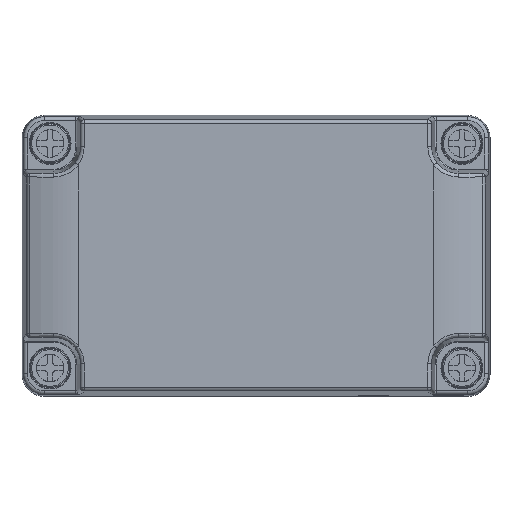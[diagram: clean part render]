
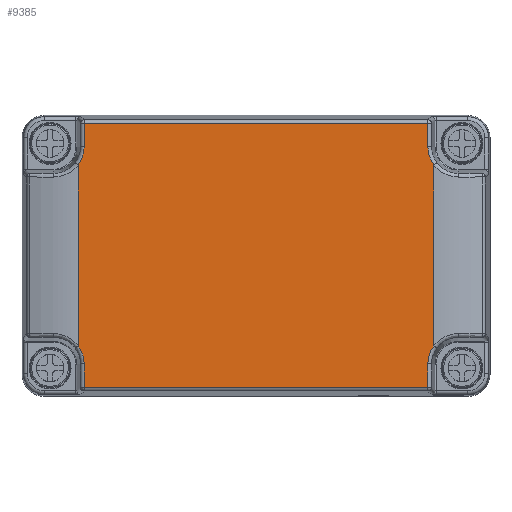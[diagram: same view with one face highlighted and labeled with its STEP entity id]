
A CAD part, top view. The second image highlights one B-rep face of the part: STEP entity #9385.
In plain terms, the highlighted planar face has unit normal (0, 0, 1).
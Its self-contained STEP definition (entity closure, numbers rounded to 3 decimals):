
#9276=AXIS2_PLACEMENT_3D('Plane Axis2P3D',#9273,#9274,#9275) ;
#9280=AXIS2_PLACEMENT_3D('Circle Axis2P3D',#9278,#9279,$) ;
#8253=CARTESIAN_POINT('Vertex',(108.401,2.292,125.)) ;
#8256=CARTESIAN_POINT('Line Origine',(110.362,2.292,125.)) ;
#8260=CARTESIAN_POINT('Vertex',(16.599,2.292,125.)) ;
#9273=CARTESIAN_POINT('Axis2P3D Location',(15.,0.,125.)) ;
#9278=CARTESIAN_POINT('Axis2P3D Location',(8.5,66.5,125.)) ;
#9282=CARTESIAN_POINT('Vertex',(15.,61.668,125.)) ;
#9284=CARTESIAN_POINT('Vertex',(16.599,66.5,125.)) ;
#9287=CARTESIAN_POINT('Line Origine',(15.,37.5,125.)) ;
#9291=CARTESIAN_POINT('Vertex',(15.,13.332,125.)) ;
#9295=CARTESIAN_POINT('Control Point',(15.,13.332,125.)) ;
#9296=CARTESIAN_POINT('Control Point',(15.499,12.66,125.)) ;
#9297=CARTESIAN_POINT('Control Point',(15.911,11.925,125.)) ;
#9298=CARTESIAN_POINT('Control Point',(16.226,11.139,125.)) ;
#9299=CARTESIAN_POINT('Control Point',(16.485,10.128,125.)) ;
#9300=CARTESIAN_POINT('Control Point',(16.581,9.097,125.)) ;
#9301=CARTESIAN_POINT('Control Point',(16.593,8.898,125.)) ;
#9302=CARTESIAN_POINT('Control Point',(16.599,8.699,125.)) ;
#9303=CARTESIAN_POINT('Control Point',(16.599,8.5,125.)) ;
#9304=CARTESIAN_POINT('Vertex',(16.599,8.5,125.)) ;
#9307=CARTESIAN_POINT('Line Origine',(16.599,5.396,125.)) ;
#9312=CARTESIAN_POINT('Line Origine',(108.401,5.396,125.)) ;
#9316=CARTESIAN_POINT('Vertex',(108.401,8.5,125.)) ;
#9320=CARTESIAN_POINT('Control Point',(108.401,8.5,125.)) ;
#9321=CARTESIAN_POINT('Control Point',(108.401,9.337,125.)) ;
#9322=CARTESIAN_POINT('Control Point',(108.509,10.173,125.)) ;
#9323=CARTESIAN_POINT('Control Point',(108.725,10.991,125.)) ;
#9324=CARTESIAN_POINT('Control Point',(109.12,11.957,125.)) ;
#9325=CARTESIAN_POINT('Control Point',(109.659,12.842,125.)) ;
#9326=CARTESIAN_POINT('Control Point',(109.768,13.009,125.)) ;
#9327=CARTESIAN_POINT('Control Point',(109.881,13.172,125.)) ;
#9328=CARTESIAN_POINT('Control Point',(110.,13.332,125.)) ;
#9329=CARTESIAN_POINT('Vertex',(110.,13.332,125.)) ;
#9332=CARTESIAN_POINT('Line Origine',(110.,37.5,125.)) ;
#9336=CARTESIAN_POINT('Vertex',(110.,61.668,125.)) ;
#9340=CARTESIAN_POINT('Control Point',(110.,61.668,125.)) ;
#9341=CARTESIAN_POINT('Control Point',(109.501,62.34,125.)) ;
#9342=CARTESIAN_POINT('Control Point',(109.089,63.075,125.)) ;
#9343=CARTESIAN_POINT('Control Point',(108.774,63.861,125.)) ;
#9344=CARTESIAN_POINT('Control Point',(108.515,64.872,125.)) ;
#9345=CARTESIAN_POINT('Control Point',(108.419,65.903,125.)) ;
#9346=CARTESIAN_POINT('Control Point',(108.407,66.102,125.)) ;
#9347=CARTESIAN_POINT('Control Point',(108.401,66.301,125.)) ;
#9348=CARTESIAN_POINT('Control Point',(108.401,66.5,125.)) ;
#9349=CARTESIAN_POINT('Vertex',(108.401,66.5,125.)) ;
#9352=CARTESIAN_POINT('Line Origine',(108.401,69.604,125.)) ;
#9356=CARTESIAN_POINT('Vertex',(108.401,72.708,125.)) ;
#9359=CARTESIAN_POINT('Line Origine',(62.5,72.708,125.)) ;
#9363=CARTESIAN_POINT('Vertex',(16.599,72.708,125.)) ;
#9366=CARTESIAN_POINT('Line Origine',(16.599,69.604,125.)) ;
#8257=DIRECTION('Vector Direction',(-1.,0.,0.)) ;
#9274=DIRECTION('Axis2P3D Direction',(0.,0.,1.)) ;
#9275=DIRECTION('Axis2P3D XDirection',(1.,0.,0.)) ;
#9279=DIRECTION('Axis2P3D Direction',(0.,0.,1.)) ;
#9288=DIRECTION('Vector Direction',(0.,1.,0.)) ;
#9308=DIRECTION('Vector Direction',(0.,-1.,0.)) ;
#9313=DIRECTION('Vector Direction',(0.,1.,0.)) ;
#9333=DIRECTION('Vector Direction',(0.,1.,0.)) ;
#9353=DIRECTION('Vector Direction',(0.,1.,0.)) ;
#9360=DIRECTION('Vector Direction',(1.,0.,0.)) ;
#9367=DIRECTION('Vector Direction',(0.,1.,0.)) ;
#8258=VECTOR('Line Direction',#8257,1.) ;
#9289=VECTOR('Line Direction',#9288,1.) ;
#9309=VECTOR('Line Direction',#9308,1.) ;
#9314=VECTOR('Line Direction',#9313,1.) ;
#9334=VECTOR('Line Direction',#9333,1.) ;
#9354=VECTOR('Line Direction',#9353,1.) ;
#9361=VECTOR('Line Direction',#9360,1.) ;
#9368=VECTOR('Line Direction',#9367,1.) ;
#9372=ORIENTED_EDGE('',*,*,#9286,.F.) ;
#9373=ORIENTED_EDGE('',*,*,#9293,.F.) ;
#9374=ORIENTED_EDGE('',*,*,#9306,.T.) ;
#9375=ORIENTED_EDGE('',*,*,#9311,.T.) ;
#9376=ORIENTED_EDGE('',*,*,#8262,.F.) ;
#9377=ORIENTED_EDGE('',*,*,#9318,.T.) ;
#9378=ORIENTED_EDGE('',*,*,#9331,.T.) ;
#9379=ORIENTED_EDGE('',*,*,#9338,.T.) ;
#9380=ORIENTED_EDGE('',*,*,#9351,.T.) ;
#9381=ORIENTED_EDGE('',*,*,#9358,.T.) ;
#9382=ORIENTED_EDGE('',*,*,#9365,.F.) ;
#9383=ORIENTED_EDGE('',*,*,#9370,.F.) ;
#9385=ADVANCED_FACE('DE_MPC_07-12-12\\MANIFOLD_SOLID_BREP #50359',(#9384),#9277,.T.) ;
#9294=B_SPLINE_CURVE_WITH_KNOTS('',5,(#9295,#9296,#9297,#9298,#9299,#9300,#9301,#9302,#9303),.UNSPECIFIED.,.F.,.U.,(6,3,6),(0.,5.915,7.321),.UNSPECIFIED.) ;
#9319=B_SPLINE_CURVE_WITH_KNOTS('',5,(#9320,#9321,#9322,#9323,#9324,#9325,#9326,#9327,#9328),.UNSPECIFIED.,.F.,.U.,(6,3,6),(0.,5.915,7.321),.UNSPECIFIED.) ;
#9339=B_SPLINE_CURVE_WITH_KNOTS('',5,(#9340,#9341,#9342,#9343,#9344,#9345,#9346,#9347,#9348),.UNSPECIFIED.,.F.,.U.,(6,3,6),(0.,5.915,7.321),.UNSPECIFIED.) ;
#9281=CIRCLE('generated circle',#9280,8.099) ;
#8262=EDGE_CURVE('',#8254,#8261,#8259,.T.) ;
#9286=EDGE_CURVE('',#9283,#9285,#9281,.T.) ;
#9293=EDGE_CURVE('',#9292,#9283,#9290,.T.) ;
#9306=EDGE_CURVE('',#9292,#9305,#9294,.T.) ;
#9311=EDGE_CURVE('',#9305,#8261,#9310,.T.) ;
#9318=EDGE_CURVE('',#8254,#9317,#9315,.T.) ;
#9331=EDGE_CURVE('',#9317,#9330,#9319,.T.) ;
#9338=EDGE_CURVE('',#9330,#9337,#9335,.T.) ;
#9351=EDGE_CURVE('',#9337,#9350,#9339,.T.) ;
#9358=EDGE_CURVE('',#9350,#9357,#9355,.T.) ;
#9365=EDGE_CURVE('',#9364,#9357,#9362,.T.) ;
#9370=EDGE_CURVE('',#9285,#9364,#9369,.T.) ;
#9371=EDGE_LOOP('',(#9372,#9373,#9374,#9375,#9376,#9377,#9378,#9379,#9380,#9381,#9382,#9383)) ;
#9384=FACE_OUTER_BOUND('',#9371,.T.) ;
#8259=LINE('Line',#8256,#8258) ;
#9290=LINE('Line',#9287,#9289) ;
#9310=LINE('Line',#9307,#9309) ;
#9315=LINE('Line',#9312,#9314) ;
#9335=LINE('Line',#9332,#9334) ;
#9355=LINE('Line',#9352,#9354) ;
#9362=LINE('Line',#9359,#9361) ;
#9369=LINE('Line',#9366,#9368) ;
#9277=PLANE('',#9276) ;
#8254=VERTEX_POINT('',#8253) ;
#8261=VERTEX_POINT('',#8260) ;
#9283=VERTEX_POINT('',#9282) ;
#9285=VERTEX_POINT('',#9284) ;
#9292=VERTEX_POINT('',#9291) ;
#9305=VERTEX_POINT('',#9304) ;
#9317=VERTEX_POINT('',#9316) ;
#9330=VERTEX_POINT('',#9329) ;
#9337=VERTEX_POINT('',#9336) ;
#9350=VERTEX_POINT('',#9349) ;
#9357=VERTEX_POINT('',#9356) ;
#9364=VERTEX_POINT('',#9363) ;
